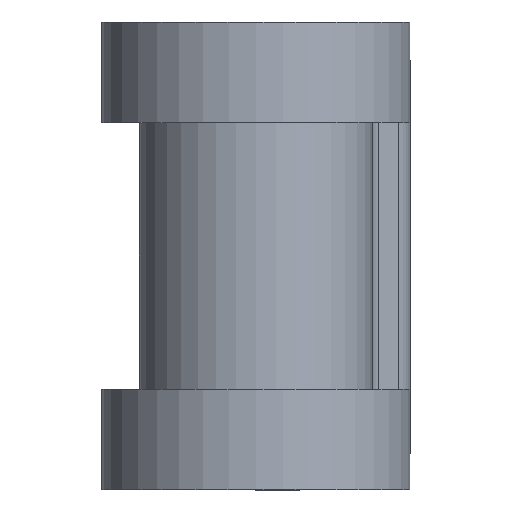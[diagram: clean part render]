
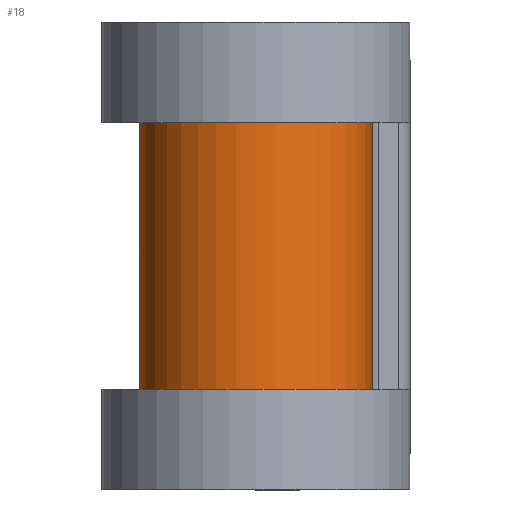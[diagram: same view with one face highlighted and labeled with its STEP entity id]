
A CAD part, top view. The second image highlights one B-rep face of the part: STEP entity #18.
In plain terms, the highlighted cylindrical face has radius 4.712 mm (diameter 9.423 mm), a partial arc.
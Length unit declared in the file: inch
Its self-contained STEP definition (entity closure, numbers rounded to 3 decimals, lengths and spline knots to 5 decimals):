
#18 = ADVANCED_FACE ( 'NONE', ( #612 ), #407, .T. ) ;
#47 = ORIENTED_EDGE ( 'NONE', *, *, #302, .T. ) ;
#84 = EDGE_LOOP ( 'NONE', ( #597, #47, #1219, #1531 ) ) ;
#85 = CIRCLE ( 'NONE', #1646, 0.1855 ) ;
#122 = VERTEX_POINT ( 'NONE', #1292 ) ;
#208 = CARTESIAN_POINT ( 'NONE',  ( 0., 0.3125, -0.1855 ) ) ;
#265 = VECTOR ( 'NONE', #1350, 39.37008 ) ;
#280 = DIRECTION ( 'NONE',  ( 0., -1., 0. ) ) ;
#302 = EDGE_CURVE ( 'NONE', #1643, #458, #572, .T. ) ;
#342 = CARTESIAN_POINT ( 'NONE',  ( 0., -0.2125, 0. ) ) ;
#407 = CYLINDRICAL_SURFACE ( 'NONE', #726, 0.1855 ) ;
#458 = VERTEX_POINT ( 'NONE', #697 ) ;
#480 = DIRECTION ( 'NONE',  ( 0., 0., -1. ) ) ;
#572 = CIRCLE ( 'NONE', #1758, 0.1855 ) ;
#597 = ORIENTED_EDGE ( 'NONE', *, *, #1434, .F. ) ;
#612 = FACE_OUTER_BOUND ( 'NONE', #84, .T. ) ;
#614 = CARTESIAN_POINT ( 'NONE',  ( 0., -0.2125, -0.1855 ) ) ;
#697 = CARTESIAN_POINT ( 'NONE',  ( 0., 0.2125, -0.1855 ) ) ;
#726 = AXIS2_PLACEMENT_3D ( 'NONE', #1471, #1197, #931 ) ;
#854 = EDGE_CURVE ( 'NONE', #122, #1343, #85, .T. ) ;
#867 = CARTESIAN_POINT ( 'NONE',  ( 0.1855, 0.2125, 0. ) ) ;
#883 = VECTOR ( 'NONE', #894, 39.37008 ) ;
#894 = DIRECTION ( 'NONE',  ( 0., -1., 0. ) ) ;
#931 = DIRECTION ( 'NONE',  ( 0., 0., -1. ) ) ;
#1197 = DIRECTION ( 'NONE',  ( 0., -1., 0. ) ) ;
#1219 = ORIENTED_EDGE ( 'NONE', *, *, #1344, .T. ) ;
#1228 = DIRECTION ( 'NONE',  ( 0., 0., -1. ) ) ;
#1239 = LINE ( 'NONE', #208, #883 ) ;
#1290 = DIRECTION ( 'NONE',  ( 0., -1., 0. ) ) ;
#1292 = CARTESIAN_POINT ( 'NONE',  ( 0.1855, -0.2125, 0. ) ) ;
#1320 = CARTESIAN_POINT ( 'NONE',  ( 0.1855, 0.3125, 0. ) ) ;
#1343 = VERTEX_POINT ( 'NONE', #614 ) ;
#1344 = EDGE_CURVE ( 'NONE', #458, #1343, #1239, .T. ) ;
#1350 = DIRECTION ( 'NONE',  ( 0., -1., 0. ) ) ;
#1366 = CARTESIAN_POINT ( 'NONE',  ( 0., 0.2125, 0. ) ) ;
#1434 = EDGE_CURVE ( 'NONE', #1643, #122, #1709, .T. ) ;
#1471 = CARTESIAN_POINT ( 'NONE',  ( 0., 0.3125, 0. ) ) ;
#1531 = ORIENTED_EDGE ( 'NONE', *, *, #854, .F. ) ;
#1643 = VERTEX_POINT ( 'NONE', #867 ) ;
#1646 = AXIS2_PLACEMENT_3D ( 'NONE', #342, #1290, #480 ) ;
#1709 = LINE ( 'NONE', #1320, #265 ) ;
#1758 = AXIS2_PLACEMENT_3D ( 'NONE', #1366, #280, #1228 ) ;
